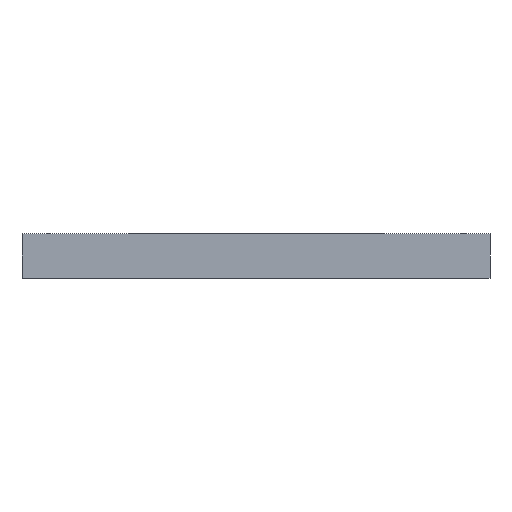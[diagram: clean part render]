
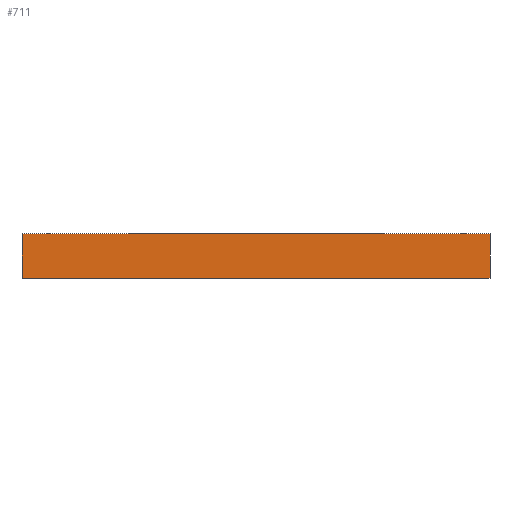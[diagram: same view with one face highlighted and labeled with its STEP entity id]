
A CAD part, front view. The second image highlights one B-rep face of the part: STEP entity #711.
In plain terms, the highlighted planar face has unit normal (0, -1, 0).
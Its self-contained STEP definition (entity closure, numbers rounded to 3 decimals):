
#52=PLANE('',#809);
#101=FACE_OUTER_BOUND('',#167,.T.);
#167=EDGE_LOOP('',(#618,#619,#620,#621));
#257=LINE('',#2538,#292);
#258=LINE('',#2543,#293);
#259=LINE('',#2544,#294);
#260=LINE('',#2545,#295);
#292=VECTOR('',#998,10.);
#293=VECTOR('',#1003,10.);
#294=VECTOR('',#1004,10.);
#295=VECTOR('',#1005,10.);
#355=VERTEX_POINT('',#2531);
#358=VERTEX_POINT('',#2536);
#359=VERTEX_POINT('',#2541);
#360=VERTEX_POINT('',#2542);
#447=EDGE_CURVE('',#358,#355,#257,.T.);
#448=EDGE_CURVE('',#359,#360,#258,.T.);
#449=EDGE_CURVE('',#360,#355,#259,.T.);
#450=EDGE_CURVE('',#359,#358,#260,.T.);
#618=ORIENTED_EDGE('',*,*,#448,.T.);
#619=ORIENTED_EDGE('',*,*,#449,.T.);
#620=ORIENTED_EDGE('',*,*,#447,.F.);
#621=ORIENTED_EDGE('',*,*,#450,.F.);
#711=ADVANCED_FACE('',(#101),#52,.T.);
#809=AXIS2_PLACEMENT_3D('',#2540,#1001,#1002);
#998=DIRECTION('',(1.,0.,0.));
#1001=DIRECTION('center_axis',(0.,-1.,0.));
#1002=DIRECTION('ref_axis',(1.,0.,0.));
#1003=DIRECTION('',(1.,0.,0.));
#1004=DIRECTION('',(0.,0.,1.));
#1005=DIRECTION('',(0.,0.,1.));
#2531=CARTESIAN_POINT('',(52.5,-52.5,10.));
#2536=CARTESIAN_POINT('',(-52.5,-52.5,10.));
#2538=CARTESIAN_POINT('',(-52.5,-52.5,10.));
#2540=CARTESIAN_POINT('Origin',(-52.5,-52.5,0.));
#2541=CARTESIAN_POINT('',(-52.5,-52.5,0.));
#2542=CARTESIAN_POINT('',(52.5,-52.5,0.));
#2543=CARTESIAN_POINT('',(-52.5,-52.5,0.));
#2544=CARTESIAN_POINT('',(52.5,-52.5,0.));
#2545=CARTESIAN_POINT('',(-52.5,-52.5,0.));
